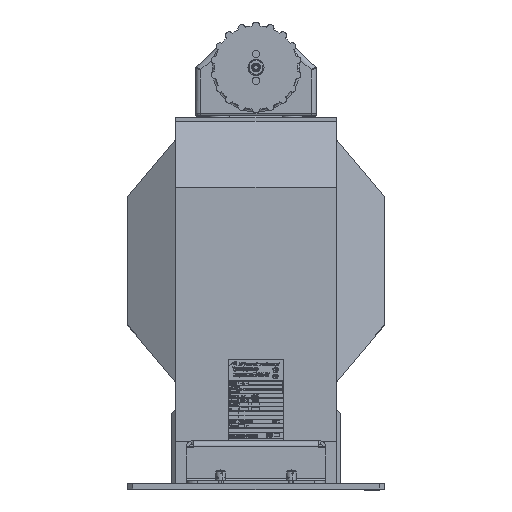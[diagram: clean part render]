
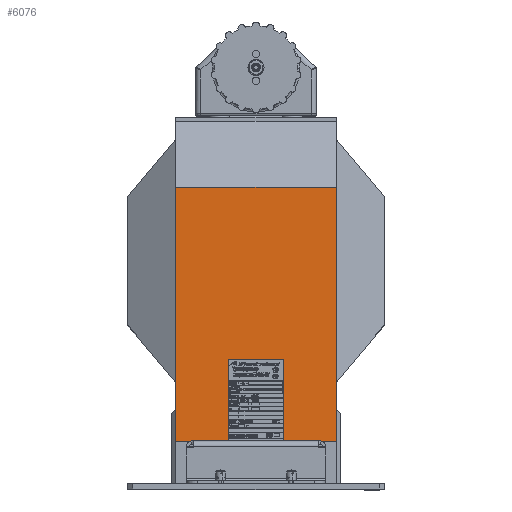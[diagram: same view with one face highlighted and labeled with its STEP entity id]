
A CAD part, top view. The second image highlights one B-rep face of the part: STEP entity #6076.
In plain terms, the highlighted face is planar.
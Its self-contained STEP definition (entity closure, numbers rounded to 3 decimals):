
#1560 = DIRECTION ( 'NONE',  ( 0., 0., -1. ) ) ;
#1610 = EDGE_LOOP ( 'NONE', ( #73880, #159337, #166187, #9766, #55314, #62076, #40006, #85907 ) ) ;
#4182 = DIRECTION ( 'NONE',  ( -1., 0., 0. ) ) ;
#6076 = ADVANCED_FACE ( 'NONE', ( #151372 ), #91944, .T. ) ;
#9766 = ORIENTED_EDGE ( 'NONE', *, *, #100279, .F. ) ;
#15245 = VECTOR ( 'NONE', #1560, 1000. ) ;
#17930 = EDGE_CURVE ( 'NONE', #57952, #95219, #34735, .T. ) ;
#21761 = LINE ( 'NONE', #67143, #95229 ) ;
#22574 = LINE ( 'NONE', #63773, #174418 ) ;
#29486 = CARTESIAN_POINT ( 'NONE',  ( -205., 276.969, -75. ) ) ;
#34735 = LINE ( 'NONE', #61607, #94449 ) ;
#35037 = DIRECTION ( 'NONE',  ( 0., 1., 0. ) ) ;
#40004 = EDGE_CURVE ( 'NONE', #129614, #79035, #58670, .T. ) ;
#40006 = ORIENTED_EDGE ( 'NONE', *, *, #86442, .F. ) ;
#46958 = DIRECTION ( 'NONE',  ( 0., 0., -1. ) ) ;
#53202 = VERTEX_POINT ( 'NONE', #29486 ) ;
#53258 = EDGE_CURVE ( 'NONE', #98211, #64191, #86342, .T. ) ;
#55225 = VECTOR ( 'NONE', #128563, 1000. ) ;
#55314 = ORIENTED_EDGE ( 'NONE', *, *, #61889, .F. ) ;
#56113 = DIRECTION ( 'NONE',  ( 0., -1., 0. ) ) ;
#57952 = VERTEX_POINT ( 'NONE', #114641 ) ;
#58439 = DIRECTION ( 'NONE',  ( 0., -1., 0. ) ) ;
#58670 = LINE ( 'NONE', #177573, #15245 ) ;
#60249 = VECTOR ( 'NONE', #56113, 1000. ) ;
#61607 = CARTESIAN_POINT ( 'NONE',  ( -205., 116., -26. ) ) ;
#61889 = EDGE_CURVE ( 'NONE', #64191, #86574, #126149, .T. ) ;
#62000 = CARTESIAN_POINT ( 'NONE',  ( -205., 116., -26. ) ) ;
#62076 = ORIENTED_EDGE ( 'NONE', *, *, #53258, .F. ) ;
#63773 = CARTESIAN_POINT ( 'NONE',  ( -205., 116., 26. ) ) ;
#64191 = VERTEX_POINT ( 'NONE', #151459 ) ;
#66057 = DIRECTION ( 'NONE',  ( 0., 0., -1. ) ) ;
#67143 = CARTESIAN_POINT ( 'NONE',  ( -205., 276.969, -75. ) ) ;
#69269 = CARTESIAN_POINT ( 'NONE',  ( -205., 276.969, -75. ) ) ;
#73880 = ORIENTED_EDGE ( 'NONE', *, *, #40004, .F. ) ;
#79035 = VERTEX_POINT ( 'NONE', #175409 ) ;
#83095 = EDGE_CURVE ( 'NONE', #95219, #129614, #143402, .T. ) ;
#85907 = ORIENTED_EDGE ( 'NONE', *, *, #157002, .T. ) ;
#86342 = LINE ( 'NONE', #134899, #120983 ) ;
#86442 = EDGE_CURVE ( 'NONE', #53202, #98211, #21761, .T. ) ;
#86574 = VERTEX_POINT ( 'NONE', #158994 ) ;
#91944 = PLANE ( 'NONE',  #159308 ) ;
#94401 = LINE ( 'NONE', #69269, #55225 ) ;
#94449 = VECTOR ( 'NONE', #46958, 1000. ) ;
#95219 = VERTEX_POINT ( 'NONE', #62000 ) ;
#95229 = VECTOR ( 'NONE', #96837, 1000. ) ;
#96837 = DIRECTION ( 'NONE',  ( 0., 0., 1. ) ) ;
#98211 = VERTEX_POINT ( 'NONE', #108327 ) ;
#100279 = EDGE_CURVE ( 'NONE', #86574, #57952, #22574, .T. ) ;
#106774 = DIRECTION ( 'NONE',  ( 0., 0., 1. ) ) ;
#108327 = CARTESIAN_POINT ( 'NONE',  ( -205., 276.969, 75. ) ) ;
#114641 = CARTESIAN_POINT ( 'NONE',  ( -205., 116., 26. ) ) ;
#120983 = VECTOR ( 'NONE', #58439, 1000. ) ;
#121518 = VECTOR ( 'NONE', #66057, 1000. ) ;
#126149 = LINE ( 'NONE', #140279, #121518 ) ;
#128563 = DIRECTION ( 'NONE',  ( 0., -1., 0. ) ) ;
#129614 = VERTEX_POINT ( 'NONE', #170844 ) ;
#134899 = CARTESIAN_POINT ( 'NONE',  ( -205., 276.969, 75. ) ) ;
#135113 = CARTESIAN_POINT ( 'NONE',  ( -205., 276.969, -75. ) ) ;
#140279 = CARTESIAN_POINT ( 'NONE',  ( -205., 40., 26. ) ) ;
#143402 = LINE ( 'NONE', #156232, #60249 ) ;
#151372 = FACE_OUTER_BOUND ( 'NONE', #1610, .T. ) ;
#151459 = CARTESIAN_POINT ( 'NONE',  ( -205., 40., 75. ) ) ;
#156232 = CARTESIAN_POINT ( 'NONE',  ( -205., 40., -26. ) ) ;
#157002 = EDGE_CURVE ( 'NONE', #53202, #79035, #94401, .T. ) ;
#158994 = CARTESIAN_POINT ( 'NONE',  ( -205., 40., 26. ) ) ;
#159308 = AXIS2_PLACEMENT_3D ( 'NONE', #135113, #4182, #106774 ) ;
#159337 = ORIENTED_EDGE ( 'NONE', *, *, #83095, .F. ) ;
#166187 = ORIENTED_EDGE ( 'NONE', *, *, #17930, .F. ) ;
#170844 = CARTESIAN_POINT ( 'NONE',  ( -205., 40., -26. ) ) ;
#174418 = VECTOR ( 'NONE', #35037, 1000. ) ;
#175409 = CARTESIAN_POINT ( 'NONE',  ( -205., 40., -75. ) ) ;
#177573 = CARTESIAN_POINT ( 'NONE',  ( -205., 40., -75. ) ) ;
